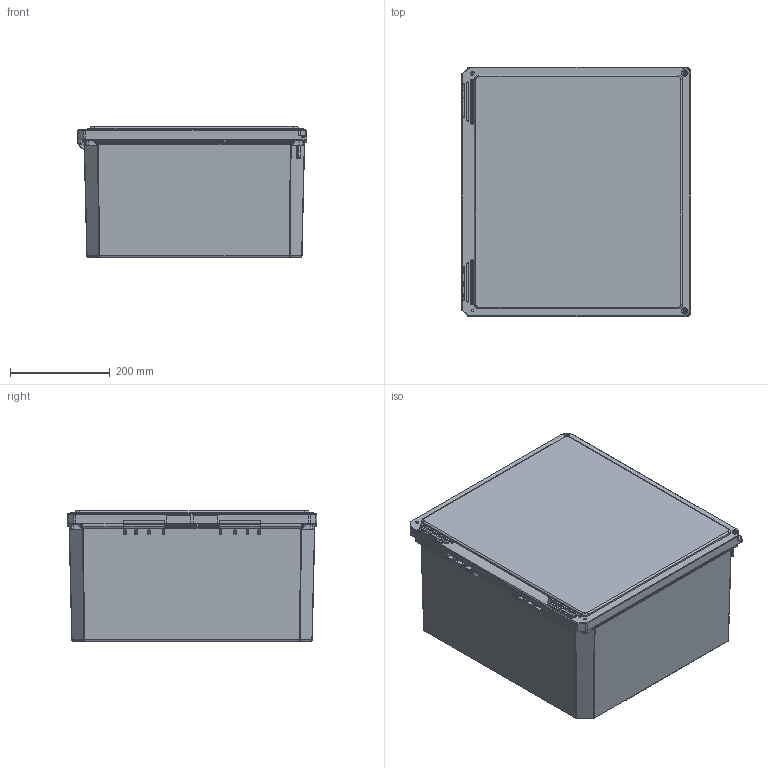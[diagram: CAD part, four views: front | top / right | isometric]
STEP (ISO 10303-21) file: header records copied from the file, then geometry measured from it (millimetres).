
FILE_DESCRIPTION (( 'STEP AP214' ), '1' );
FILE_NAME ('FR181610HW.STEP', '2023-03-28T15:47:07', ( '' ), ( '' ), 'SwSTEP 2.0', 'SolidWorks 2021', '' );
FILE_SCHEMA (( 'AUTOMOTIVE_DESIGN' ));
Length unit declared in the file: inch
Products named in the file (1): FR181610HW
Bounding box: 460.93 x 502.22 x 262.67 mm (x, y, z)
Volume: 4241740 mm3; surface area: 1895583 mm2
Topology: 8 solids, 8 shells, 2158 faces, 5524 edges, 3299 vertices
Faces by surface type: cylinder 837, plane 674, bspline 547, cone 83, torus 16, sphere 1
Entity records: 94130 total; most frequent: CARTESIAN_POINT 48089, ORIENTED_EDGE 10866, DIRECTION 7555, EDGE_CURVE 5433, VERTEX_POINT 3299, VECTOR 2527, LINE 2527, AXIS2_PLACEMENT_3D 2514
